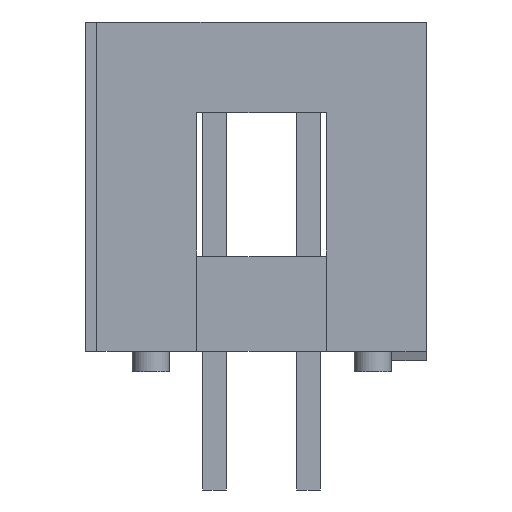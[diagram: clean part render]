
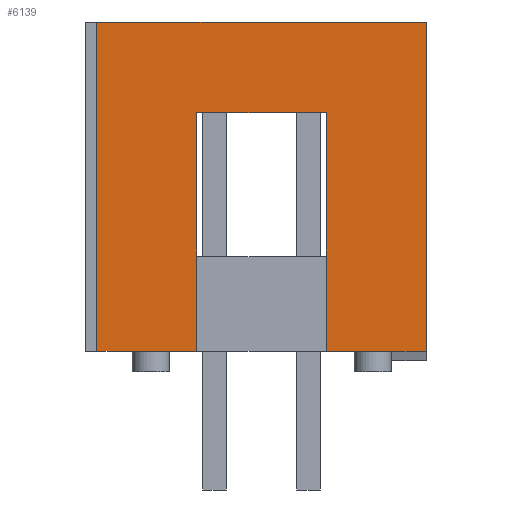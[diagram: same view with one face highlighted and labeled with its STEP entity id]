
A CAD part, left-side view. The second image highlights one B-rep face of the part: STEP entity #6139.
In plain terms, the highlighted planar face has unit normal (-1, 0, 0).
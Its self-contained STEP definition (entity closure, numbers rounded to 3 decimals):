
#4711=CARTESIAN_POINT('',(-12.7,-1.75,7.0));
#4712=VERTEX_POINT('',#4711);
#4719=CARTESIAN_POINT('',(-12.7,1.75,7.0));
#4720=VERTEX_POINT('',#4719);
#4721=CARTESIAN_POINT('',(-12.7,0.,7.0));
#4722=DIRECTION('',(0.0,-1.0,0.0));
#4723=VECTOR('',#4722,1.0);
#4724=LINE('',#4721,#4723);
#4725=EDGE_CURVE('n� 1012',#4720,#4712,#4724,.T.);
#4749=CARTESIAN_POINT('',(-12.7,-1.75,0.55));
#4750=VERTEX_POINT('',#4749);
#4757=CARTESIAN_POINT('',(-12.7,-1.75,5.0));
#4758=DIRECTION('',(-0.0,0.0,-1.0));
#4759=VECTOR('',#4758,1.0);
#4760=LINE('',#4757,#4759);
#4761=EDGE_CURVE('n� 1011',#4712,#4750,#4760,.T.);
#4773=CARTESIAN_POINT('',(-12.7,1.75,0.55));
#4774=VERTEX_POINT('',#4773);
#4775=CARTESIAN_POINT('',(-12.7,1.75,5.0));
#4776=DIRECTION('',(-0.0,0.,1.0));
#4777=VECTOR('',#4776,1.0);
#4778=LINE('',#4775,#4777);
#4779=EDGE_CURVE('n� 1005',#4774,#4720,#4778,.T.);
#5583=CARTESIAN_POINT('',(-12.7,4.45,9.45));
#5584=VERTEX_POINT('',#5583);
#5591=CARTESIAN_POINT('',(-12.7,-4.45,9.45));
#5592=VERTEX_POINT('',#5591);
#5593=CARTESIAN_POINT('',(-12.7,0.,9.45));
#5594=DIRECTION('',(-0.0,1.0,0.0));
#5595=VECTOR('',#5594,1.0);
#5596=LINE('',#5593,#5595);
#5597=EDGE_CURVE('n� 1008',#5592,#5584,#5596,.T.);
#6100=CARTESIAN_POINT('',(-12.7,4.45,0.55));
#6101=VERTEX_POINT('',#6100);
#6102=CARTESIAN_POINT('',(-12.7,0.15,0.55));
#6103=DIRECTION('',(0.0,1.0,0.0));
#6104=VECTOR('',#6103,1.0);
#6105=LINE('',#6102,#6104);
#6106=EDGE_CURVE('n� 112',#4774,#6101,#6105,.T.);
#6107=ORIENTED_EDGE('',*,*,#6106,.F.);
#6108=ORIENTED_EDGE('',*,*,#4779,.T.);
#6109=ORIENTED_EDGE('',*,*,#4725,.T.);
#6110=ORIENTED_EDGE('',*,*,#4761,.T.);
#6111=CARTESIAN_POINT('',(-12.7,-4.45,0.55));
#6112=VERTEX_POINT('',#6111);
#6113=CARTESIAN_POINT('',(-12.7,0.15,0.55));
#6114=DIRECTION('',(0.0,1.0,-0.0));
#6115=VECTOR('',#6114,1.0);
#6116=LINE('',#6113,#6115);
#6117=EDGE_CURVE('n� 116',#6112,#4750,#6116,.T.);
#6118=ORIENTED_EDGE('',*,*,#6117,.F.);
#6119=CARTESIAN_POINT('',(-12.7,-4.45,4.875));
#6120=DIRECTION('',(-0.0,0.0,-1.0));
#6121=VECTOR('',#6120,1.0);
#6122=LINE('',#6119,#6121);
#6123=EDGE_CURVE('n� 741',#5592,#6112,#6122,.T.);
#6124=ORIENTED_EDGE('',*,*,#6123,.F.);
#6125=ORIENTED_EDGE('',*,*,#5597,.T.);
#6126=CARTESIAN_POINT('',(-12.7,4.45,5.0));
#6127=DIRECTION('',(0.0,0.0,1.0));
#6128=VECTOR('',#6127,1.0);
#6129=LINE('',#6126,#6128);
#6130=EDGE_CURVE('n� 986',#6101,#5584,#6129,.T.);
#6131=ORIENTED_EDGE('',*,*,#6130,.F.);
#6132=EDGE_LOOP('',(#6107,#6108,#6109,#6110,#6118,#6124,#6125,#6131));
#6133=FACE_OUTER_BOUND('',#6132,.T.);
#6134=CARTESIAN_POINT('',(-12.7,4.45,0.55));
#6135=DIRECTION('',(-1.0,0.0,0.0));
#6136=DIRECTION('',(0.0,-1.0,0.0));
#6137=AXIS2_PLACEMENT_3D('',#6134,#6135,#6136);
#6138=PLANE('',#6137);
#6139=ADVANCED_FACE('n� 1002',(#6133),#6138,.T.);
